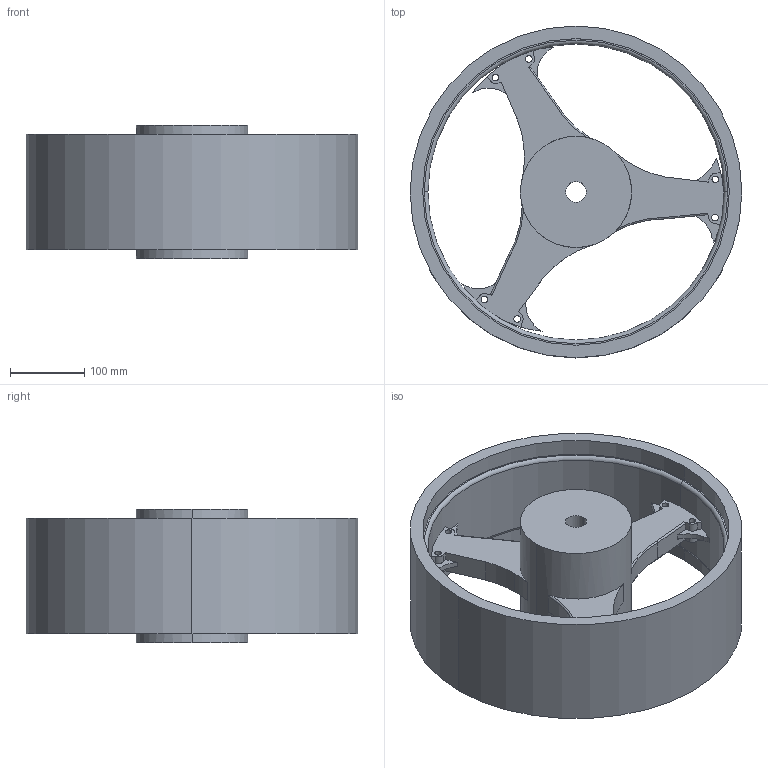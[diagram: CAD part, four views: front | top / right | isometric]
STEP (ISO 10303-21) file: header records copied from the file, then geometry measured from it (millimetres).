
FILE_DESCRIPTION (( 'STEP AP214' ), '1' );
FILE_NAME ('Akiruhanui_ReVOLT_EV_Kawasaki_Rear_Wheel_Rim_INCOMPLETE_STEP_AP214.STEP', '2025-12-10T15:58:50', ( '' ), ( '' ), 'SwSTEP 2.0', 'SolidWorks 2023', '' );
FILE_SCHEMA (( 'AUTOMOTIVE_DESIGN' ));
Length unit declared in the file: millimetre
Products named in the file (1): Akiruhanui_ReVOLT_EV_Kawasaki_Rear_Wheel_Rim_INCOMPLETE_STEP_AP214
Bounding box: 447.2 x 447.2 x 180 mm (x, y, z)
Volume: 8286958.1 mm3; surface area: 686312 mm2
Topology: 2 solids, 2 shells, 127 faces, 347 edges, 228 vertices
Faces by surface type: cylinder 63, plane 54, torus 10
Entity records: 4313 total; most frequent: CARTESIAN_POINT 925, DIRECTION 733, ORIENTED_EDGE 694, EDGE_CURVE 347, AXIS2_PLACEMENT_3D 276, VERTEX_POINT 228, LINE 181, VECTOR 181
